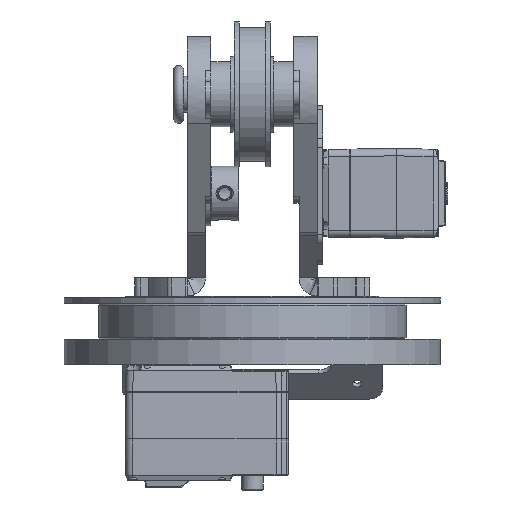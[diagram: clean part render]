
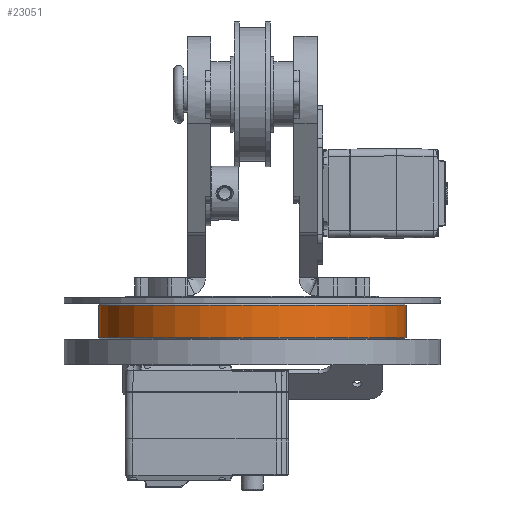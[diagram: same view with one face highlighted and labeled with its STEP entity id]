
A CAD part, left-side view. The second image highlights one B-rep face of the part: STEP entity #23051.
In plain terms, the highlighted cylindrical face has radius 42.5 mm (diameter 85 mm), a full revolution.
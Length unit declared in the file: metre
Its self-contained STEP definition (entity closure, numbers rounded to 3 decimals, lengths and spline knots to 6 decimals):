
#4346=CYLINDRICAL_SURFACE('',#24903,0.0425);
#6521=ORIENTED_EDGE('',*,*,#12418,.F.);
#6522=ORIENTED_EDGE('',*,*,#12416,.F.);
#12416=EDGE_CURVE('',#15505,#15505,#17482,.T.);
#12418=EDGE_CURVE('',#15507,#15507,#17484,.T.);
#15505=VERTEX_POINT('',#37733);
#15507=VERTEX_POINT('',#37739);
#17482=CIRCLE('',#24900,0.0425);
#17484=CIRCLE('',#24904,0.0425);
#18823=EDGE_LOOP('',(#6521));
#18824=EDGE_LOOP('',(#6522));
#20661=FACE_BOUND('',#18823,.T.);
#20662=FACE_BOUND('',#18824,.T.);
#23051=ADVANCED_FACE('',(#20661,#20662),#4346,.T.);
#24900=AXIS2_PLACEMENT_3D('',#37732,#28852,#28853);
#24903=AXIS2_PLACEMENT_3D('',#37737,#28858,#28859);
#24904=AXIS2_PLACEMENT_3D('',#37738,#28860,#28861);
#28852=DIRECTION('',(0.,0.,1.));
#28853=DIRECTION('',(1.,0.,0.));
#28858=DIRECTION('',(0.,0.,1.));
#28859=DIRECTION('',(1.,0.,0.));
#28860=DIRECTION('',(0.,0.,-1.));
#28861=DIRECTION('',(1.,0.,0.));
#37732=CARTESIAN_POINT('',(1.675692,-0.018465,-0.0005));
#37733=CARTESIAN_POINT('',(1.718192,-0.018465,-0.0005));
#37737=CARTESIAN_POINT('',(1.675692,-0.018465,-0.01));
#37738=CARTESIAN_POINT('',(1.675692,-0.018465,-0.0095));
#37739=CARTESIAN_POINT('',(1.718192,-0.018465,-0.0095));
